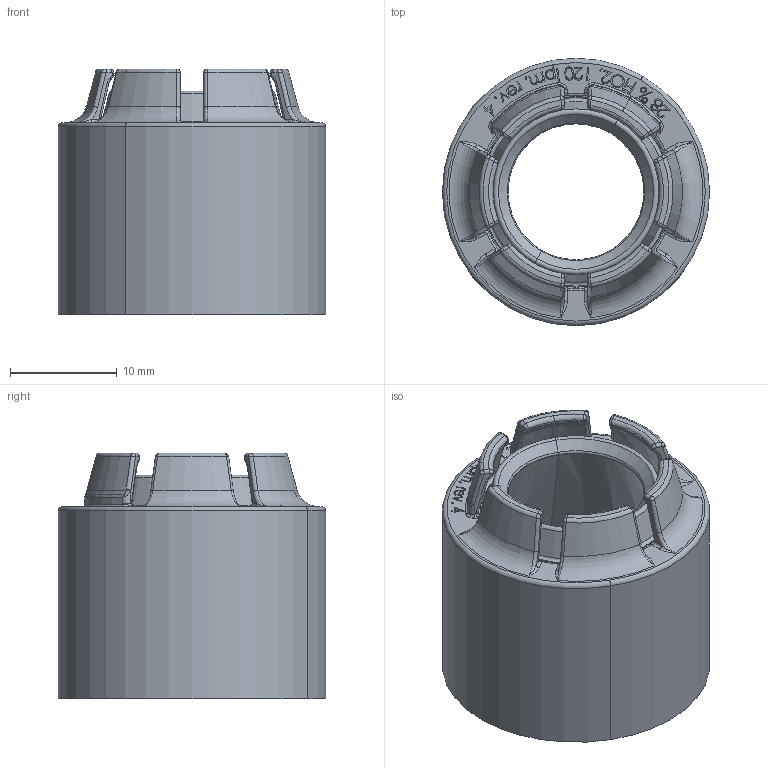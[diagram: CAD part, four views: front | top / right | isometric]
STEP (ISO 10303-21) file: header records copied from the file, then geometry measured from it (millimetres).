
FILE_DESCRIPTION (( 'STEP AP203' ), '1' );
FILE_NAME ('Respirator-free reanimation Venturi''s valve (rev. 4) FiO2-28 Cap.STEP', '2020-03-23T08:36:47', ( '' ), ( '' ), 'SwSTEP 2.0', 'SolidWorks 2018', '' );
FILE_SCHEMA (( 'CONFIG_CONTROL_DESIGN' ));
Length unit declared in the file: millimetre
Products named in the file (1): Respirator-free reanimation Venturi''s valve (rev. 4) FiO2-28 Cap
Bounding box: 25 x 25 x 23 mm (x, y, z)
Volume: 4430.4 mm3; surface area: 3664.1 mm2
Topology: 1 solids, 1 shells, 567 faces, 1407 edges, 845 vertices
Faces by surface type: bspline 269, plane 151, torus 61, cylinder 57, cone 29
Entity records: 25271 total; most frequent: CARTESIAN_POINT 13849, ORIENTED_EDGE 2758, DIRECTION 1709, EDGE_CURVE 1379, VERTEX_POINT 845, EDGE_LOOP 600, AXIS2_PLACEMENT_3D 598, FACE_OUTER_BOUND 567
